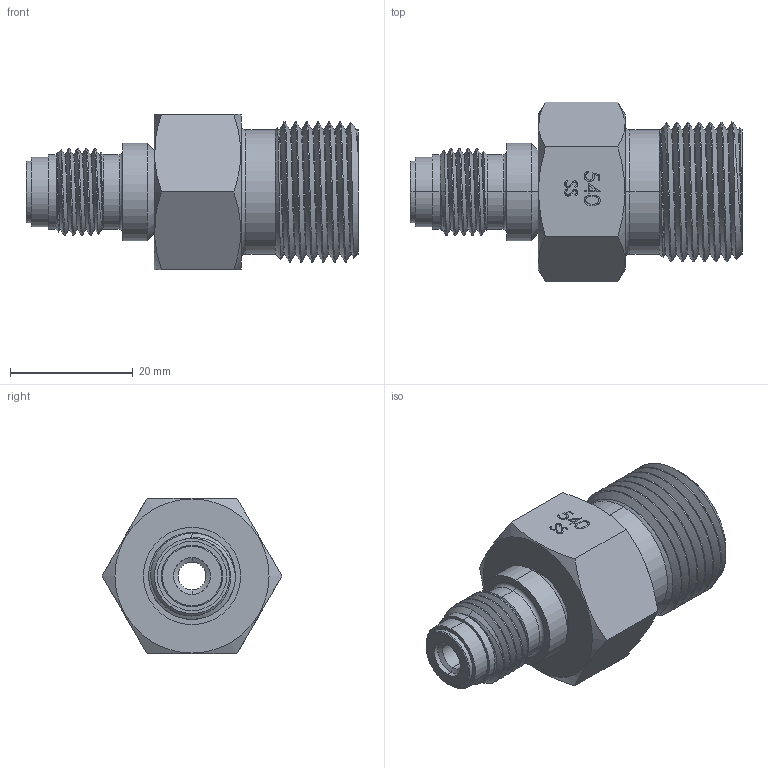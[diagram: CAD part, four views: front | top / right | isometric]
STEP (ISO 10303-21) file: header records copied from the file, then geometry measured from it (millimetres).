
FILE_DESCRIPTION (( 'STEP AP203' ), '1' );
FILE_NAME ('AD-540MSS-4MFS.STEP', '2025-08-04T14:27:02', ( '' ), ( '' ), 'SwSTEP 2.0', 'SolidWorks 2018', '' );
FILE_SCHEMA (( 'CONFIG_CONTROL_DESIGN' ));
Length unit declared in the file: inch
Products named in the file (3): AD-540MSS-4MFS; PRT-000882; PRT-001202
Assembly tree (2 placements, depth 2):
  AD-540MSS-4MFS
    PRT-000882
    PRT-001202
Bounding box: 54.17 x 29.33 x 25.4 mm (x, y, z)
Volume: 14584.4 mm3; surface area: 7715.3 mm2
Topology: 2 solids, 2 shells, 146 faces, 427 edges, 296 vertices
Faces by surface type: cylinder 65, cone 41, plane 22, torus 10, bspline 8
Entity records: 12090 total; most frequent: CARTESIAN_POINT 8298, ORIENTED_EDGE 854, DIRECTION 592, EDGE_CURVE 427, VERTEX_POINT 296, AXIS2_PLACEMENT_3D 229, EDGE_LOOP 161, ADVANCED_FACE 146
